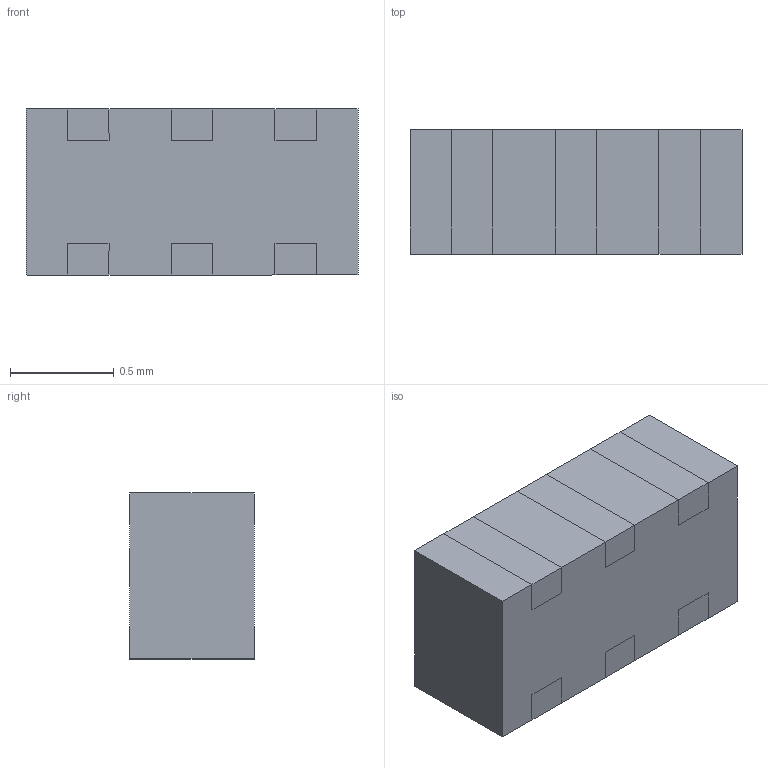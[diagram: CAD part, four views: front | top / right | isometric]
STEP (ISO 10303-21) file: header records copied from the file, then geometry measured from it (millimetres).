
FILE_DESCRIPTION (( 'STEP AP214' ), '1' );
FILE_NAME ('0850BM14E0016.STEP', '2021-09-27T07:36:03', ( '' ), ( '' ), 'SwSTEP 2.0', 'SolidWorks 2016', '' );
FILE_SCHEMA (( 'AUTOMOTIVE_DESIGN' ));
Length unit declared in the file: millimetre
Products named in the file (1): 0850BM14E0016
Bounding box: 1.6 x 0.6 x 0.8 mm (x, y, z)
Volume: 0.8 mm3; surface area: 9 mm2
Topology: 7 solids, 7 shells, 71 faces, 168 edges, 112 vertices
Faces by surface type: plane 71
Entity records: 2497 total; most frequent: CARTESIAN_POINT 352, ORIENTED_EDGE 336, DIRECTION 312, VECTOR 168, EDGE_CURVE 168, LINE 168, VERTEX_POINT 112, AXIS2_PLACEMENT_3D 72
